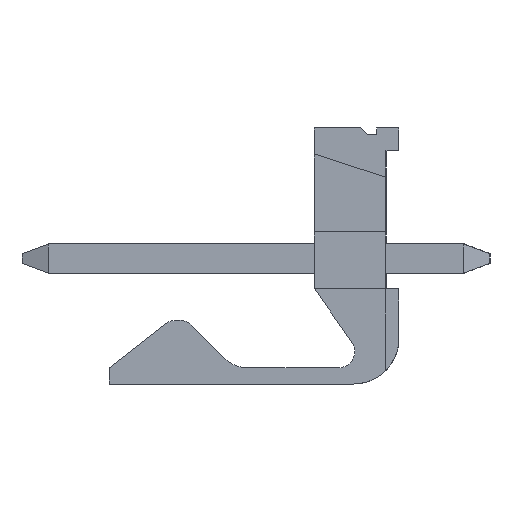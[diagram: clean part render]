
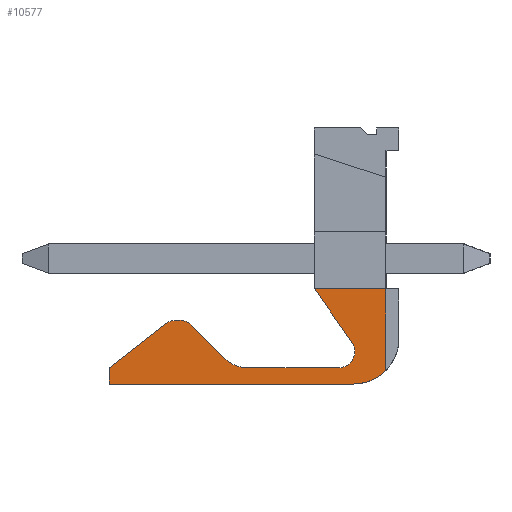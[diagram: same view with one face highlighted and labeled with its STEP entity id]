
A CAD part, left-side view. The second image highlights one B-rep face of the part: STEP entity #10577.
In plain terms, the highlighted planar face has unit normal (-1, 0, 0).
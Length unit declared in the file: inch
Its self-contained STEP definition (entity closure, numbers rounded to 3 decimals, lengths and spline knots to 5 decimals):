
#2321=DIRECTION('',(0.,1.,0.));
#2322=VECTOR('',#2321,0.11);
#2323=CARTESIAN_POINT('',(-0.858,-0.055,-0.12375));
#2324=LINE('',#2323,#2322);
#3653=DIRECTION('',(0.,0.,-1.));
#3654=VECTOR('',#3653,0.12549);
#3655=CARTESIAN_POINT('',(-0.858,-0.055,-0.12375));
#3656=LINE('',#3655,#3654);
#3657=CARTESIAN_POINT('',(-0.858,-0.005,-0.20025));
#3658=DIRECTION('',(1.,0.,0.));
#3659=DIRECTION('',(0.,-0.714,-0.7));
#3660=AXIS2_PLACEMENT_3D('',#3657,#3658,#3659);
#3662=DIRECTION('',(0.,1.,0.));
#3663=VECTOR('',#3662,0.376);
#3664=CARTESIAN_POINT('',(-0.858,-0.005,-0.27025));
#3665=LINE('',#3664,#3663);
#3666=DIRECTION('',(0.,0.,1.));
#3667=VECTOR('',#3666,0.025);
#3668=CARTESIAN_POINT('',(-0.858,0.371,-0.27025));
#3669=LINE('',#3668,#3667);
#3670=DIRECTION('',(0.,-0.788,0.616));
#3671=VECTOR('',#3670,0.10996);
#3672=CARTESIAN_POINT('',(-0.858,0.371,-0.24525));
#3673=LINE('',#3672,#3671);
#3674=CARTESIAN_POINT('',(-0.858,0.26896,-0.19725));
#3675=DIRECTION('',(1.,0.,0.));
#3676=DIRECTION('',(0.,0.616,0.788));
#3677=AXIS2_PLACEMENT_3D('',#3674,#3675,#3676);
#3679=DIRECTION('',(0.,-1.,0.));
#3680=VECTOR('',#3679,0.00694);
#3681=CARTESIAN_POINT('',(-0.858,0.26896,-0.17225));
#3682=LINE('',#3681,#3680);
#3683=CARTESIAN_POINT('',(-0.858,0.26202,-0.19725));
#3684=DIRECTION('',(1.,0.,0.));
#3685=DIRECTION('',(0.,0.,1.));
#3686=AXIS2_PLACEMENT_3D('',#3683,#3684,#3685);
#3688=DIRECTION('',(0.,-0.707,-0.707));
#3689=VECTOR('',#3688,0.07217);
#3690=CARTESIAN_POINT('',(-0.858,0.24434,-0.17957));
#3691=LINE('',#3690,#3689);
#3692=CARTESIAN_POINT('',(-0.858,0.15795,-0.19525));
#3693=DIRECTION('',(-1.,0.,0.));
#3694=DIRECTION('',(0.,0.707,-0.707));
#3695=AXIS2_PLACEMENT_3D('',#3692,#3693,#3694);
#3697=DIRECTION('',(0.,-1.,0.));
#3698=VECTOR('',#3697,0.14);
#3699=CARTESIAN_POINT('',(-0.858,0.15795,-0.24525));
#3700=LINE('',#3699,#3698);
#3701=CARTESIAN_POINT('',(-0.858,0.01795,-0.22025));
#3702=DIRECTION('',(-1.,0.,0.));
#3703=DIRECTION('',(0.,0.,-1.));
#3704=AXIS2_PLACEMENT_3D('',#3701,#3702,#3703);
#3706=DIRECTION('',(0.,0.574,0.819));
#3707=VECTOR('',#3706,0.1003);
#3708=CARTESIAN_POINT('',(-0.858,-0.00253,-0.20591));
#3709=LINE('',#3708,#3707);
#3905=CARTESIAN_POINT('',(-0.858,-0.005,-0.27025));
#3906=CARTESIAN_POINT('',(-0.858,0.371,-0.27025));
#3907=VERTEX_POINT('',#3905);
#3908=VERTEX_POINT('',#3906);
#3909=CARTESIAN_POINT('',(-0.858,0.371,-0.24525));
#3910=VERTEX_POINT('',#3909);
#3911=CARTESIAN_POINT('',(-0.858,0.28435,-0.17755));
#3912=VERTEX_POINT('',#3911);
#3913=CARTESIAN_POINT('',(-0.858,0.26896,-0.17225));
#3914=CARTESIAN_POINT('',(-0.858,0.26202,-0.17225));
#3915=VERTEX_POINT('',#3913);
#3916=VERTEX_POINT('',#3914);
#3917=CARTESIAN_POINT('',(-0.858,0.24434,-0.17957));
#3918=CARTESIAN_POINT('',(-0.858,0.1933,-0.23061));
#3919=VERTEX_POINT('',#3917);
#3920=VERTEX_POINT('',#3918);
#3921=CARTESIAN_POINT('',(-0.858,0.15795,-0.24525));
#3922=CARTESIAN_POINT('',(-0.858,0.01795,-0.24525));
#3923=VERTEX_POINT('',#3921);
#3924=VERTEX_POINT('',#3922);
#3925=CARTESIAN_POINT('',(-0.858,0.055,-0.12375));
#3926=VERTEX_POINT('',#3925);
#3931=CARTESIAN_POINT('',(-0.858,-0.00253,-0.20591));
#3932=VERTEX_POINT('',#3931);
#4969=CARTESIAN_POINT('',(-0.858,-0.055,-0.12375));
#4970=CARTESIAN_POINT('',(-0.858,-0.055,-0.24924));
#4971=VERTEX_POINT('',#4969);
#4972=VERTEX_POINT('',#4970);
#10556=CARTESIAN_POINT('',(-0.858,0.,0.));
#10557=DIRECTION('',(1.,0.,0.));
#10558=DIRECTION('',(0.,0.,-1.));
#10559=AXIS2_PLACEMENT_3D('',#10556,#10557,#10558);
#10560=PLANE('',#10559);
#10561=ORIENTED_EDGE('',*,*,#5309,.T.);
#10562=ORIENTED_EDGE('',*,*,#9910,.T.);
#10563=ORIENTED_EDGE('',*,*,#10070,.T.);
#10564=ORIENTED_EDGE('',*,*,#10113,.T.);
#10565=ORIENTED_EDGE('',*,*,#10156,.T.);
#10566=ORIENTED_EDGE('',*,*,#10199,.T.);
#10567=ORIENTED_EDGE('',*,*,#10242,.T.);
#10568=ORIENTED_EDGE('',*,*,#10285,.T.);
#10569=ORIENTED_EDGE('',*,*,#10328,.T.);
#10570=ORIENTED_EDGE('',*,*,#10371,.T.);
#10571=ORIENTED_EDGE('',*,*,#10414,.T.);
#10572=ORIENTED_EDGE('',*,*,#10454,.T.);
#10573=ORIENTED_EDGE('',*,*,#8701,.T.);
#10574=ORIENTED_EDGE('',*,*,#8622,.F.);
#10575=EDGE_LOOP('',(#10561,#10562,#10563,#10564,#10565,#10566,#10567,#10568,
#10569,#10570,#10571,#10572,#10573,#10574));
#10576=FACE_OUTER_BOUND('',#10575,.F.);
#10577=ADVANCED_FACE('',(#10576),#10560,.F.);
#3661=CIRCLE('',#3660,0.07);
#3678=CIRCLE('',#3677,0.025);
#3687=CIRCLE('',#3686,0.025);
#3696=CIRCLE('',#3695,0.05);
#3705=CIRCLE('',#3704,0.025);
#5309=EDGE_CURVE('',#4971,#4972,#3656,.T.);
#8622=EDGE_CURVE('',#4971,#3926,#2324,.T.);
#8701=EDGE_CURVE('',#3932,#3926,#3709,.T.);
#9910=EDGE_CURVE('',#4972,#3907,#3661,.T.);
#10070=EDGE_CURVE('',#3907,#3908,#3665,.T.);
#10113=EDGE_CURVE('',#3908,#3910,#3669,.T.);
#10156=EDGE_CURVE('',#3910,#3912,#3673,.T.);
#10199=EDGE_CURVE('',#3912,#3915,#3678,.T.);
#10242=EDGE_CURVE('',#3915,#3916,#3682,.T.);
#10285=EDGE_CURVE('',#3916,#3919,#3687,.T.);
#10328=EDGE_CURVE('',#3919,#3920,#3691,.T.);
#10371=EDGE_CURVE('',#3920,#3923,#3696,.T.);
#10414=EDGE_CURVE('',#3923,#3924,#3700,.T.);
#10454=EDGE_CURVE('',#3924,#3932,#3705,.T.);
